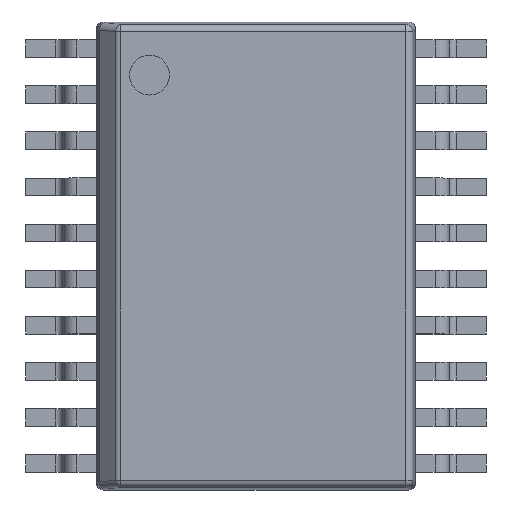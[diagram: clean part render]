
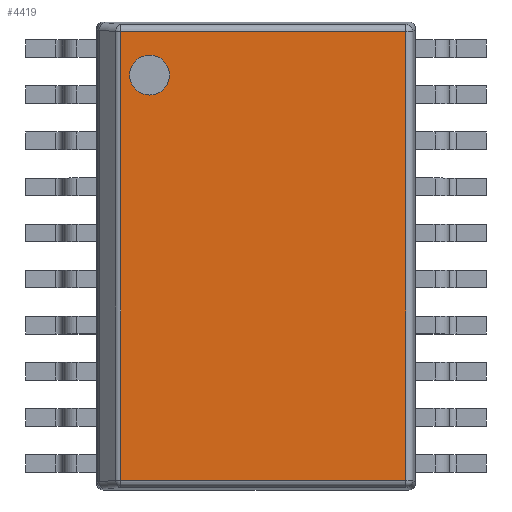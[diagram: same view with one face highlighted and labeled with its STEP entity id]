
A CAD part, top view. The second image highlights one B-rep face of the part: STEP entity #4419.
In plain terms, the highlighted planar face has unit normal (0, 0, 1).
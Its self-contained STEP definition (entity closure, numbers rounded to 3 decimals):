
#3460 = CYLINDRICAL_SURFACE('',#3461,0.1);
#3461 = AXIS2_PLACEMENT_3D('',#3462,#3463,#3464);
#3462 = CARTESIAN_POINT('',(0.3,0.137,1.));
#3463 = DIRECTION('',(1.,0.,0.));
#3464 = DIRECTION('',(0.,-0.995,0.105));
#3609 = CYLINDRICAL_SURFACE('',#3610,0.1);
#3610 = AXIS2_PLACEMENT_3D('',#3611,#3612,#3613);
#3611 = CARTESIAN_POINT('',(0.3,6.463,1.));
#3612 = DIRECTION('',(1.,0.,0.));
#3613 = DIRECTION('',(0.,0.995,0.105));
#3685 = CYLINDRICAL_SURFACE('',#3686,0.1);
#3686 = AXIS2_PLACEMENT_3D('',#3687,#3688,#3689);
#3687 = CARTESIAN_POINT('',(4.363,0.047,1.));
#3688 = DIRECTION('',(0.,1.,0.));
#3689 = DIRECTION('',(0.995,0.,0.105));
#3989 = VERTEX_POINT('',#3990);
#3990 = CARTESIAN_POINT('',(0.341,0.137,1.1));
#4027 = EDGE_CURVE('',#3989,#4028,#4030,.T.);
#4028 = VERTEX_POINT('',#4029);
#4029 = CARTESIAN_POINT('',(4.363,0.137,1.1));
#4030 = SURFACE_CURVE('',#4031,(#4035,#4042),.PCURVE_S1.);
#4031 = LINE('',#4032,#4033);
#4032 = CARTESIAN_POINT('',(0.3,0.137,1.1));
#4033 = VECTOR('',#4034,1.);
#4034 = DIRECTION('',(1.,0.,0.));
#4035 = PCURVE('',#3460,#4036);
#4036 = DEFINITIONAL_REPRESENTATION('',(#4037),#4041);
#4037 = LINE('',#4038,#4039);
#4038 = CARTESIAN_POINT('',(-1.466,0.));
#4039 = VECTOR('',#4040,1.);
#4040 = DIRECTION('',(0.,1.));
#4041 = ( GEOMETRIC_REPRESENTATION_CONTEXT(2) 
PARAMETRIC_REPRESENTATION_CONTEXT() REPRESENTATION_CONTEXT('2D SPACE',''
  ) );
#4042 = PCURVE('',#4043,#4048);
#4043 = PLANE('',#4044);
#4044 = AXIS2_PLACEMENT_3D('',#4045,#4046,#4047);
#4045 = CARTESIAN_POINT('',(0.,0.,1.1));
#4046 = DIRECTION('',(0.,0.,1.));
#4047 = DIRECTION('',(1.,0.,0.));
#4048 = DEFINITIONAL_REPRESENTATION('',(#4049),#4053);
#4049 = LINE('',#4050,#4051);
#4050 = CARTESIAN_POINT('',(0.3,0.137));
#4051 = VECTOR('',#4052,1.);
#4052 = DIRECTION('',(1.,0.));
#4053 = ( GEOMETRIC_REPRESENTATION_CONTEXT(2) 
PARAMETRIC_REPRESENTATION_CONTEXT() REPRESENTATION_CONTEXT('2D SPACE',''
  ) );
#4191 = VERTEX_POINT('',#4192);
#4192 = CARTESIAN_POINT('',(0.341,6.463,1.1));
#4229 = EDGE_CURVE('',#4191,#4230,#4232,.T.);
#4230 = VERTEX_POINT('',#4231);
#4231 = CARTESIAN_POINT('',(4.363,6.463,1.1));
#4232 = SURFACE_CURVE('',#4233,(#4237,#4244),.PCURVE_S1.);
#4233 = LINE('',#4234,#4235);
#4234 = CARTESIAN_POINT('',(0.3,6.463,1.1));
#4235 = VECTOR('',#4236,1.);
#4236 = DIRECTION('',(1.,0.,0.));
#4237 = PCURVE('',#3609,#4238);
#4238 = DEFINITIONAL_REPRESENTATION('',(#4239),#4243);
#4239 = LINE('',#4240,#4241);
#4240 = CARTESIAN_POINT('',(1.466,0.));
#4241 = VECTOR('',#4242,1.);
#4242 = DIRECTION('',(0.,1.));
#4243 = ( GEOMETRIC_REPRESENTATION_CONTEXT(2) 
PARAMETRIC_REPRESENTATION_CONTEXT() REPRESENTATION_CONTEXT('2D SPACE',''
  ) );
#4244 = PCURVE('',#4043,#4245);
#4245 = DEFINITIONAL_REPRESENTATION('',(#4246),#4250);
#4246 = LINE('',#4247,#4248);
#4247 = CARTESIAN_POINT('',(0.3,6.463));
#4248 = VECTOR('',#4249,1.);
#4249 = DIRECTION('',(1.,0.));
#4250 = ( GEOMETRIC_REPRESENTATION_CONTEXT(2) 
PARAMETRIC_REPRESENTATION_CONTEXT() REPRESENTATION_CONTEXT('2D SPACE',''
  ) );
#4304 = EDGE_CURVE('',#4028,#4230,#4305,.T.);
#4305 = SURFACE_CURVE('',#4306,(#4310,#4317),.PCURVE_S1.);
#4306 = LINE('',#4307,#4308);
#4307 = CARTESIAN_POINT('',(4.363,0.047,1.1));
#4308 = VECTOR('',#4309,1.);
#4309 = DIRECTION('',(0.,1.,0.));
#4310 = PCURVE('',#3685,#4311);
#4311 = DEFINITIONAL_REPRESENTATION('',(#4312),#4316);
#4312 = LINE('',#4313,#4314);
#4313 = CARTESIAN_POINT('',(-1.466,0.));
#4314 = VECTOR('',#4315,1.);
#4315 = DIRECTION('',(0.,1.));
#4316 = ( GEOMETRIC_REPRESENTATION_CONTEXT(2) 
PARAMETRIC_REPRESENTATION_CONTEXT() REPRESENTATION_CONTEXT('2D SPACE',''
  ) );
#4317 = PCURVE('',#4043,#4318);
#4318 = DEFINITIONAL_REPRESENTATION('',(#4319),#4323);
#4319 = LINE('',#4320,#4321);
#4320 = CARTESIAN_POINT('',(4.363,0.047));
#4321 = VECTOR('',#4322,1.);
#4322 = DIRECTION('',(0.,1.));
#4323 = ( GEOMETRIC_REPRESENTATION_CONTEXT(2) 
PARAMETRIC_REPRESENTATION_CONTEXT() REPRESENTATION_CONTEXT('2D SPACE',''
  ) );
#4376 = CYLINDRICAL_SURFACE('',#4377,0.1);
#4377 = AXIS2_PLACEMENT_3D('',#4378,#4379,#4380);
#4378 = CARTESIAN_POINT('',(0.341,0.047,1.));
#4379 = DIRECTION('',(0.,1.,0.));
#4380 = DIRECTION('',(-0.707,0.,0.707));
#4419 = ADVANCED_FACE('',(#4420,#4446),#4043,.T.);
#4420 = FACE_BOUND('',#4421,.T.);
#4421 = EDGE_LOOP('',(#4422,#4423,#4444,#4445));
#4422 = ORIENTED_EDGE('',*,*,#4229,.F.);
#4423 = ORIENTED_EDGE('',*,*,#4424,.F.);
#4424 = EDGE_CURVE('',#3989,#4191,#4425,.T.);
#4425 = SURFACE_CURVE('',#4426,(#4430,#4437),.PCURVE_S1.);
#4426 = LINE('',#4427,#4428);
#4427 = CARTESIAN_POINT('',(0.341,0.047,1.1));
#4428 = VECTOR('',#4429,1.);
#4429 = DIRECTION('',(0.,1.,0.));
#4430 = PCURVE('',#4043,#4431);
#4431 = DEFINITIONAL_REPRESENTATION('',(#4432),#4436);
#4432 = LINE('',#4433,#4434);
#4433 = CARTESIAN_POINT('',(0.341,0.047));
#4434 = VECTOR('',#4435,1.);
#4435 = DIRECTION('',(0.,1.));
#4436 = ( GEOMETRIC_REPRESENTATION_CONTEXT(2) 
PARAMETRIC_REPRESENTATION_CONTEXT() REPRESENTATION_CONTEXT('2D SPACE',''
  ) );
#4437 = PCURVE('',#4376,#4438);
#4438 = DEFINITIONAL_REPRESENTATION('',(#4439),#4443);
#4439 = LINE('',#4440,#4441);
#4440 = CARTESIAN_POINT('',(0.785,0.));
#4441 = VECTOR('',#4442,1.);
#4442 = DIRECTION('',(0.,1.));
#4443 = ( GEOMETRIC_REPRESENTATION_CONTEXT(2) 
PARAMETRIC_REPRESENTATION_CONTEXT() REPRESENTATION_CONTEXT('2D SPACE',''
  ) );
#4444 = ORIENTED_EDGE('',*,*,#4027,.T.);
#4445 = ORIENTED_EDGE('',*,*,#4304,.T.);
#4446 = FACE_BOUND('',#4447,.T.);
#4447 = EDGE_LOOP('',(#4448));
#4448 = ORIENTED_EDGE('',*,*,#4449,.F.);
#4449 = EDGE_CURVE('',#4450,#4450,#4452,.T.);
#4450 = VERTEX_POINT('',#4451);
#4451 = CARTESIAN_POINT('',(1.031,5.85,1.1));
#4452 = SURFACE_CURVE('',#4453,(#4458,#4465),.PCURVE_S1.);
#4453 = CIRCLE('',#4454,0.281);
#4454 = AXIS2_PLACEMENT_3D('',#4455,#4456,#4457);
#4455 = CARTESIAN_POINT('',(0.75,5.85,1.1));
#4456 = DIRECTION('',(0.,0.,1.));
#4457 = DIRECTION('',(1.,0.,0.));
#4458 = PCURVE('',#4043,#4459);
#4459 = DEFINITIONAL_REPRESENTATION('',(#4460),#4464);
#4460 = CIRCLE('',#4461,0.281);
#4461 = AXIS2_PLACEMENT_2D('',#4462,#4463);
#4462 = CARTESIAN_POINT('',(0.75,5.85));
#4463 = DIRECTION('',(1.,0.));
#4464 = ( GEOMETRIC_REPRESENTATION_CONTEXT(2) 
PARAMETRIC_REPRESENTATION_CONTEXT() REPRESENTATION_CONTEXT('2D SPACE',''
  ) );
#4465 = PCURVE('',#4466,#4471);
#4466 = CYLINDRICAL_SURFACE('',#4467,0.281);
#4467 = AXIS2_PLACEMENT_3D('',#4468,#4469,#4470);
#4468 = CARTESIAN_POINT('',(0.75,5.85,1.));
#4469 = DIRECTION('',(0.,0.,1.));
#4470 = DIRECTION('',(1.,0.,0.));
#4471 = DEFINITIONAL_REPRESENTATION('',(#4472),#4476);
#4472 = LINE('',#4473,#4474);
#4473 = CARTESIAN_POINT('',(0.,0.1));
#4474 = VECTOR('',#4475,1.);
#4475 = DIRECTION('',(1.,0.));
#4476 = ( GEOMETRIC_REPRESENTATION_CONTEXT(2) 
PARAMETRIC_REPRESENTATION_CONTEXT() REPRESENTATION_CONTEXT('2D SPACE',''
  ) );
